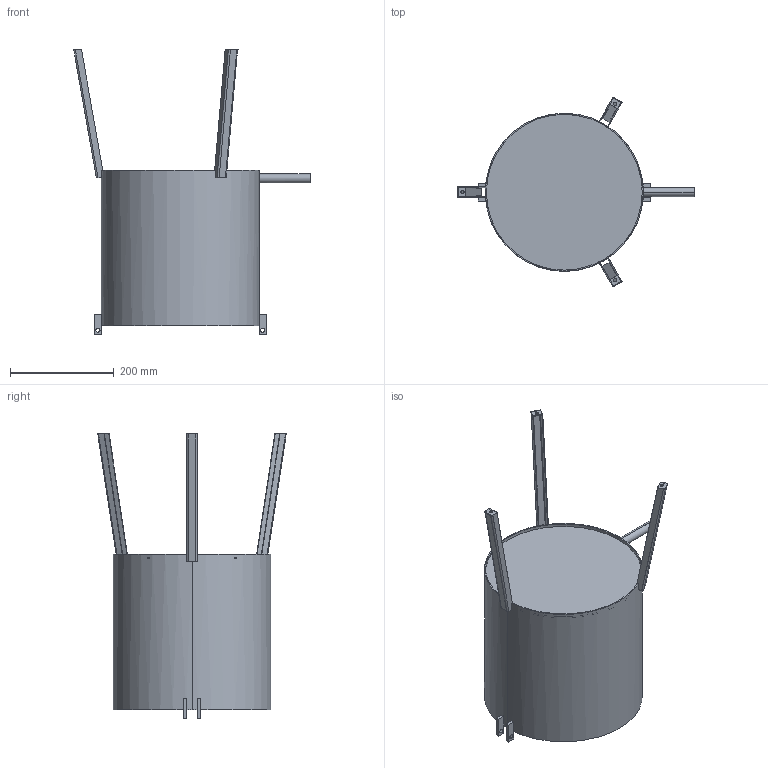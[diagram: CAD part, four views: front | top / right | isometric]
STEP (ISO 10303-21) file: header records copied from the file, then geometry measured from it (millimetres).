
FILE_DESCRIPTION (( 'STEP AP203' ), '1' );
FILE_NAME ('B020.STEP', '2018-08-06T15:16:35', ( 'admin1' ), ( 'Microsoft' ), 'SwSTEP 2.0', 'SolidWorks 2015', '' );
FILE_SCHEMA (( 'CONFIG_CONTROL_DESIGN' ));
Length unit declared in the file: millimetre
Products named in the file (1): B020
Bounding box: 455 x 365.07 x 549.7 mm (x, y, z)
Volume: 851562.3 mm3; surface area: 804133.6 mm2
Topology: 5 solids, 5 shells, 125 faces, 327 edges, 212 vertices
Faces by surface type: plane 87, cylinder 26, bspline 12
Entity records: 4126 total; most frequent: CARTESIAN_POINT 925, ORIENTED_EDGE 654, DIRECTION 631, EDGE_CURVE 327, VECTOR 243, LINE 243, VERTEX_POINT 212, AXIS2_PLACEMENT_3D 194
